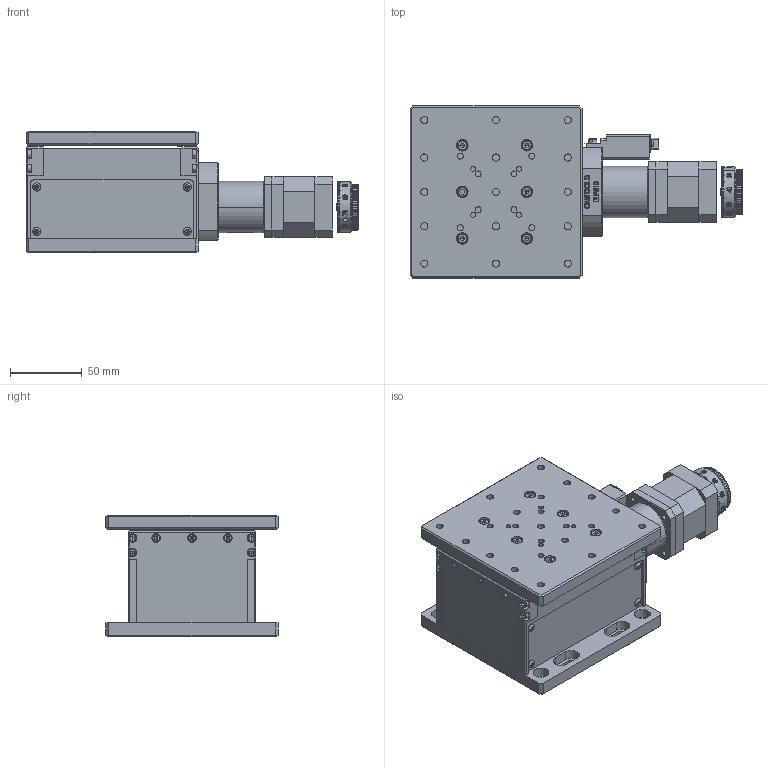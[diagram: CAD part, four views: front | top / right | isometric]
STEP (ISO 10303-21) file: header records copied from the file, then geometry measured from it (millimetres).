
FILE_DESCRIPTION (( 'STEP AP203' ), '1' );
FILE_NAME ('ELPC10.STEP', '2020-12-03T05:31:33', ( 'User' ), ( 'China' ), 'SwSTEP 2.0', 'SolidWorks 2018', '' );
FILE_SCHEMA (( 'CONFIG_CONTROL_DESIGN' ));
Length unit declared in the file: millimetre
Products named in the file (1): ELPC10
Bounding box: 231.5 x 120 x 85 mm (x, y, z)
Surface area: 131806.2 mm2 (no closed solid volume)
Topology: 0 solids, 102 shells, 1343 faces, 4794 edges, 3462 vertices
Faces by surface type: plane 715, cylinder 360, cone 146, bspline 56, torus 46, sphere 20
Entity records: 58202 total; most frequent: CARTESIAN_POINT 18740, DIRECTION 8022, ORIENTED_EDGE 7156, EDGE_CURVE 4734, VERTEX_POINT 3462, AXIS2_PLACEMENT_3D 2700, LINE 2622, VECTOR 2622
